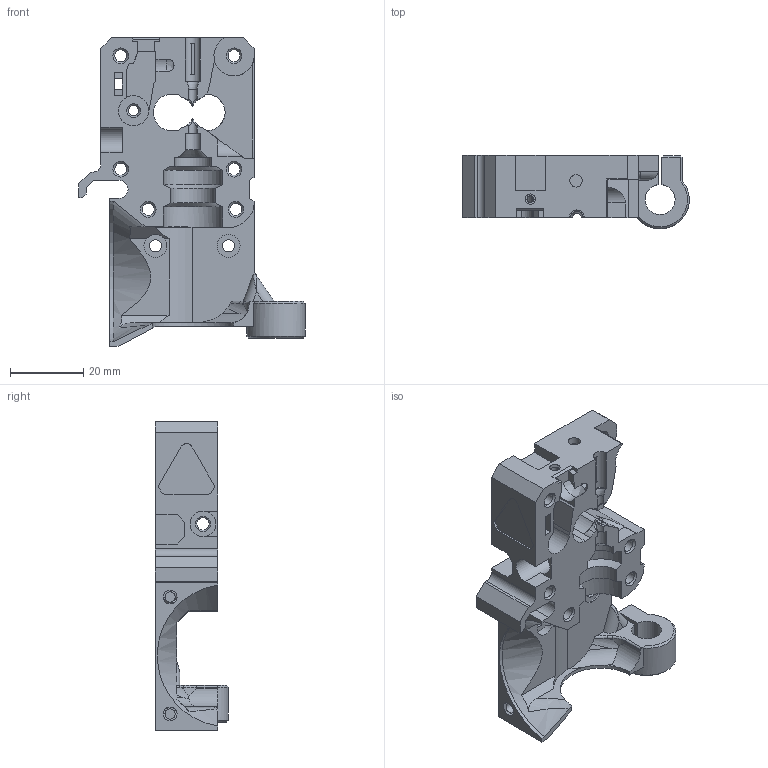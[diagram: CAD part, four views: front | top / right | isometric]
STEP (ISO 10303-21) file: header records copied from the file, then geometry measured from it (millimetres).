
FILE_DESCRIPTION(/* description */ (''),/* implementation_level */ '2;1');
FILE_NAME(/* name */ 'mod-extruder-body.step',/* time_stamp */ '2021-12-09T23:06:53+01:00',/* author */ (''),/* organization */ (''),/* preprocessor_version */ 'ST-DEVELOPER v18.1',/* originating_system */ 'Autodesk Translation Framework v10.10.0.1391',/* authorisation */ '');
FILE_SCHEMA (('AUTOMOTIVE_DESIGN { 1 0 10303 214 3 1 1 }'));
Length unit declared in the file: millimetre
Products named in the file (1): extruder-body (1)
Bounding box: 61.99 x 19.99 x 84.5 mm (x, y, z)
Volume: 28168.9 mm3; surface area: 16122.3 mm2
Topology: 1 solids, 1 shells, 358 faces, 1004 edges, 648 vertices
Faces by surface type: plane 209, cylinder 68, bspline 47, cone 30, torus 4
Full cylindrical faces by diameter (mm): 1.8 x1, 2.8 x3, 3.3 x11, 3.4 x3, 6.3 x2, 7 x1
Entity records: 12889 total; most frequent: CARTESIAN_POINT 3855, ORIENTED_EDGE 2006, DIRECTION 1677, EDGE_CURVE 1003, LINE 659, VECTOR 659, VERTEX_POINT 648, AXIS2_PLACEMENT_3D 509
